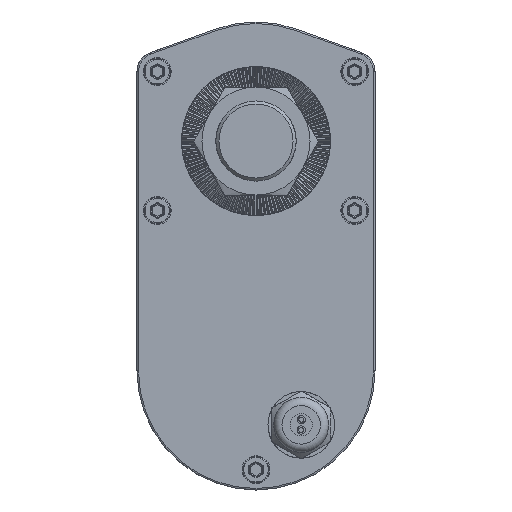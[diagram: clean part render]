
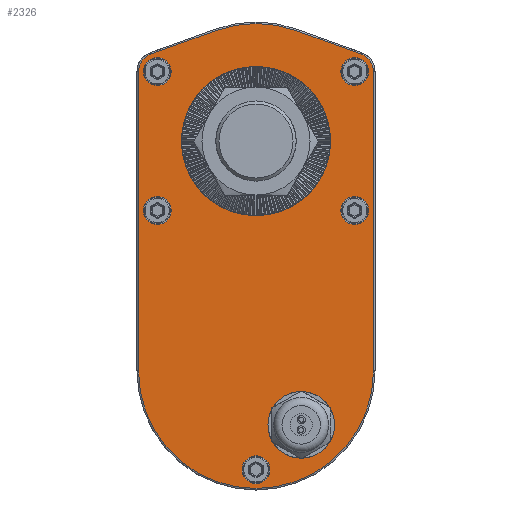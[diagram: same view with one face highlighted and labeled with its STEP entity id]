
A CAD part, front view. The second image highlights one B-rep face of the part: STEP entity #2326.
In plain terms, the highlighted planar face has unit normal (0, -1, 0).
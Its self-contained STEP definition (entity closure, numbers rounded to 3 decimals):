
#2326 = ADVANCED_FACE( '', ( #4937, #4938, #4939, #4940, #4941, #4942, #4943, #4944 ), #4945, .T. );
#4937 = FACE_BOUND( '', #12473, .T. );
#4938 = FACE_BOUND( '', #12474, .T. );
#4939 = FACE_BOUND( '', #12475, .T. );
#4940 = FACE_BOUND( '', #12476, .T. );
#4941 = FACE_BOUND( '', #12477, .T. );
#4942 = FACE_BOUND( '', #12478, .T. );
#4943 = FACE_OUTER_BOUND( '', #12479, .T. );
#4944 = FACE_BOUND( '', #12480, .T. );
#4945 = PLANE( '', #12481 );
#12473 = EDGE_LOOP( '', ( #20310 ) );
#12474 = EDGE_LOOP( '', ( #20311 ) );
#12475 = EDGE_LOOP( '', ( #20312 ) );
#12476 = EDGE_LOOP( '', ( #20313 ) );
#12477 = EDGE_LOOP( '', ( #20314 ) );
#12478 = EDGE_LOOP( '', ( #20315 ) );
#12479 = EDGE_LOOP( '', ( #20316, #20317, #20318, #20319, #20320, #20321, #20322, #20323 ) );
#12480 = EDGE_LOOP( '', ( #20324 ) );
#12481 = AXIS2_PLACEMENT_3D( '', #20325, #20326, #20327 );
#20310 = ORIENTED_EDGE( '', *, *, #22582, .F. );
#20311 = ORIENTED_EDGE( '', *, *, #23209, .T. );
#20312 = ORIENTED_EDGE( '', *, *, #22910, .T. );
#20313 = ORIENTED_EDGE( '', *, *, #25081, .T. );
#20314 = ORIENTED_EDGE( '', *, *, #24213, .T. );
#20315 = ORIENTED_EDGE( '', *, *, #25019, .T. );
#20316 = ORIENTED_EDGE( '', *, *, #24884, .T. );
#20317 = ORIENTED_EDGE( '', *, *, #24437, .T. );
#20318 = ORIENTED_EDGE( '', *, *, #23619, .T. );
#20319 = ORIENTED_EDGE( '', *, *, #25082, .T. );
#20320 = ORIENTED_EDGE( '', *, *, #22525, .T. );
#20321 = ORIENTED_EDGE( '', *, *, #24974, .T. );
#20322 = ORIENTED_EDGE( '', *, *, #24306, .T. );
#20323 = ORIENTED_EDGE( '', *, *, #25083, .T. );
#20324 = ORIENTED_EDGE( '', *, *, #24679, .F. );
#20325 = CARTESIAN_POINT( '', ( 0., 24.5, -74.5 ) );
#20326 = DIRECTION( '', ( 0., -1., 0. ) );
#20327 = DIRECTION( '', ( 0., 0., -1. ) );
#22525 = EDGE_CURVE( '', #25858, #25856, #25859, .T. );
#22582 = EDGE_CURVE( '', #25958, #25958, #25959, .T. );
#22910 = EDGE_CURVE( '', #26532, #26532, #26533, .T. );
#23209 = EDGE_CURVE( '', #27022, #27022, #27023, .T. );
#23619 = EDGE_CURVE( '', #27678, #27676, #27679, .T. );
#24213 = EDGE_CURVE( '', #28534, #28534, #28535, .T. );
#24306 = EDGE_CURVE( '', #28653, #28657, #28659, .T. );
#24437 = EDGE_CURVE( '', #28826, #27678, #28830, .T. );
#24679 = EDGE_CURVE( '', #29139, #29139, #29140, .T. );
#24884 = EDGE_CURVE( '', #29415, #28826, #29418, .T. );
#24974 = EDGE_CURVE( '', #25856, #28653, #29523, .T. );
#25019 = EDGE_CURVE( '', #29572, #29572, #29573, .T. );
#25081 = EDGE_CURVE( '', #29641, #29641, #29642, .T. );
#25082 = EDGE_CURVE( '', #27676, #25858, #29643, .T. );
#25083 = EDGE_CURVE( '', #28657, #29415, #29644, .T. );
#25856 = VERTEX_POINT( '', #30898 );
#25858 = VERTEX_POINT( '', #30900 );
#25859 = CIRCLE( '', #30901, 6.08 );
#25958 = VERTEX_POINT( '', #31045 );
#25959 = CIRCLE( '', #31046, 7.875 );
#26532 = VERTEX_POINT( '', #32604 );
#26533 = CIRCLE( '', #32605, 4.5 );
#27022 = VERTEX_POINT( '', #33670 );
#27023 = CIRCLE( '', #33671, 4.5 );
#27676 = VERTEX_POINT( '', #35109 );
#27678 = VERTEX_POINT( '', #35111 );
#27679 = CIRCLE( '', #35112, 38.08 );
#28534 = VERTEX_POINT( '', #37219 );
#28535 = CIRCLE( '', #37220, 4.5 );
#28653 = VERTEX_POINT( '', #37386 );
#28657 = VERTEX_POINT( '', #37390 );
#28659 = CIRCLE( '', #37392, 38.08 );
#28826 = VERTEX_POINT( '', #37670 );
#28830 = LINE( '', #37675, #37676 );
#29139 = VERTEX_POINT( '', #38288 );
#29140 = CIRCLE( '', #38289, 24.1 );
#29415 = VERTEX_POINT( '', #38588 );
#29418 = CIRCLE( '', #38591, 6.08 );
#29523 = LINE( '', #38822, #38823 );
#29572 = VERTEX_POINT( '', #38890 );
#29573 = CIRCLE( '', #38891, 4.5 );
#29641 = VERTEX_POINT( '', #39011 );
#29642 = CIRCLE( '', #39012, 4.5 );
#29643 = LINE( '', #39013, #39014 );
#29644 = LINE( '', #39015, #39016 );
#30898 = CARTESIAN_POINT( '', ( -38.08, 24.5, 22.46 ) );
#30900 = CARTESIAN_POINT( '', ( -34.067, 24.5, 28.178 ) );
#30901 = AXIS2_PLACEMENT_3D( '', #39911, #39912, #39913 );
#31045 = CARTESIAN_POINT( '', ( 14.66, 24.5, -99.845 ) );
#31046 = AXIS2_PLACEMENT_3D( '', #39981, #39982, #39983 );
#32604 = CARTESIAN_POINT( '', ( 32., 24.5, -27. ) );
#32605 = AXIS2_PLACEMENT_3D( '', #40384, #40385, #40386 );
#33670 = CARTESIAN_POINT( '', ( 32., 24.5, 18. ) );
#33671 = AXIS2_PLACEMENT_3D( '', #40700, #40701, #40702 );
#35109 = CARTESIAN_POINT( '', ( -12.944, 24.5, 35.813 ) );
#35111 = CARTESIAN_POINT( '', ( 12.944, 24.5, 35.813 ) );
#35112 = AXIS2_PLACEMENT_3D( '', #41156, #41157, #41158 );
#37219 = CARTESIAN_POINT( '', ( 0., 24.5, -111. ) );
#37220 = AXIS2_PLACEMENT_3D( '', #41793, #41794, #41795 );
#37386 = CARTESIAN_POINT( '', ( -38.08, 24.5, -74.5 ) );
#37390 = CARTESIAN_POINT( '', ( 38.08, 24.5, -74.5 ) );
#37392 = AXIS2_PLACEMENT_3D( '', #41895, #41896, #41897 );
#37670 = CARTESIAN_POINT( '', ( 34.067, 24.5, 28.178 ) );
#37675 = CARTESIAN_POINT( '', ( 36.76, 24.5, 27.204 ) );
#37676 = VECTOR( '', #42040, 1000. );
#38288 = CARTESIAN_POINT( '', ( 0., 24.5, -24.1 ) );
#38289 = AXIS2_PLACEMENT_3D( '', #42287, #42288, #42289 );
#38588 = CARTESIAN_POINT( '', ( 38.08, 24.5, 22.46 ) );
#38591 = AXIS2_PLACEMENT_3D( '', #42779, #42780, #42781 );
#38822 = CARTESIAN_POINT( '', ( -38.08, 24.5, -74.5 ) );
#38823 = VECTOR( '', #42849, 1000. );
#38890 = CARTESIAN_POINT( '', ( -32., 24.5, 18. ) );
#38891 = AXIS2_PLACEMENT_3D( '', #42880, #42881, #42882 );
#39011 = CARTESIAN_POINT( '', ( -32., 24.5, -27. ) );
#39012 = AXIS2_PLACEMENT_3D( '', #42920, #42921, #42922 );
#39013 = CARTESIAN_POINT( '', ( -36.76, 24.5, 27.204 ) );
#39014 = VECTOR( '', #42923, 1000. );
#39015 = CARTESIAN_POINT( '', ( 38.08, 24.5, -74.5 ) );
#39016 = VECTOR( '', #42924, 1000. );
#39911 = CARTESIAN_POINT( '', ( -32., 24.5, 22.46 ) );
#39912 = DIRECTION( '', ( 0., -1., 0. ) );
#39913 = DIRECTION( '', ( 0., 0., -1. ) );
#39981 = CARTESIAN_POINT( '', ( 14.66, 24.5, -91.97 ) );
#39982 = DIRECTION( '', ( 0., -1., 0. ) );
#39983 = DIRECTION( '', ( 0., 0., -1. ) );
#40384 = CARTESIAN_POINT( '', ( 32., 24.5, -22.5 ) );
#40385 = DIRECTION( '', ( 0., 1., 0. ) );
#40386 = DIRECTION( '', ( 0., 0., -1. ) );
#40700 = CARTESIAN_POINT( '', ( 32., 24.5, 22.5 ) );
#40701 = DIRECTION( '', ( 0., 1., 0. ) );
#40702 = DIRECTION( '', ( 0., 0., -1. ) );
#41156 = CARTESIAN_POINT( '', ( 0., 24.5, 0. ) );
#41157 = DIRECTION( '', ( 0., -1., 0. ) );
#41158 = DIRECTION( '', ( 0., 0., -1. ) );
#41793 = CARTESIAN_POINT( '', ( 0., 24.5, -106.5 ) );
#41794 = DIRECTION( '', ( 0., 1., 0. ) );
#41795 = DIRECTION( '', ( 0., 0., -1. ) );
#41895 = CARTESIAN_POINT( '', ( 0., 24.5, -74.5 ) );
#41896 = DIRECTION( '', ( 0., -1., 0. ) );
#41897 = DIRECTION( '', ( 0., 0., -1. ) );
#42040 = DIRECTION( '', ( -0.94, 0., 0.34 ) );
#42287 = CARTESIAN_POINT( '', ( 0., 24.5, 0. ) );
#42288 = DIRECTION( '', ( 0., -1., 0. ) );
#42289 = DIRECTION( '', ( 0., 0., -1. ) );
#42779 = CARTESIAN_POINT( '', ( 32., 24.5, 22.46 ) );
#42780 = DIRECTION( '', ( 0., -1., 0. ) );
#42781 = DIRECTION( '', ( 0., 0., -1. ) );
#42849 = DIRECTION( '', ( 0., 0., -1. ) );
#42880 = CARTESIAN_POINT( '', ( -32., 24.5, 22.5 ) );
#42881 = DIRECTION( '', ( 0., 1., 0. ) );
#42882 = DIRECTION( '', ( 0., 0., -1. ) );
#42920 = CARTESIAN_POINT( '', ( -32., 24.5, -22.5 ) );
#42921 = DIRECTION( '', ( 0., 1., 0. ) );
#42922 = DIRECTION( '', ( 0., 0., -1. ) );
#42923 = DIRECTION( '', ( -0.94, 0., -0.34 ) );
#42924 = DIRECTION( '', ( 0., 0., 1. ) );
